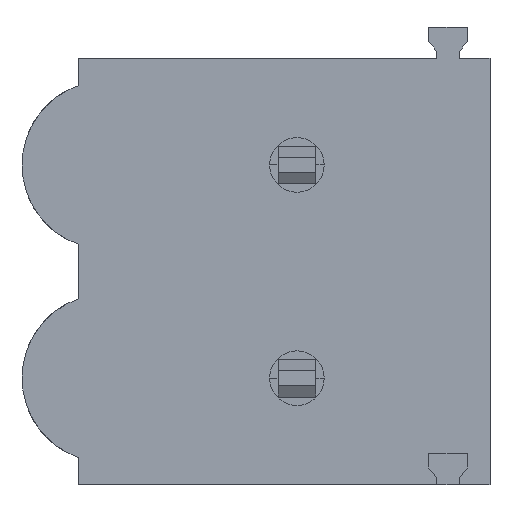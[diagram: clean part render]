
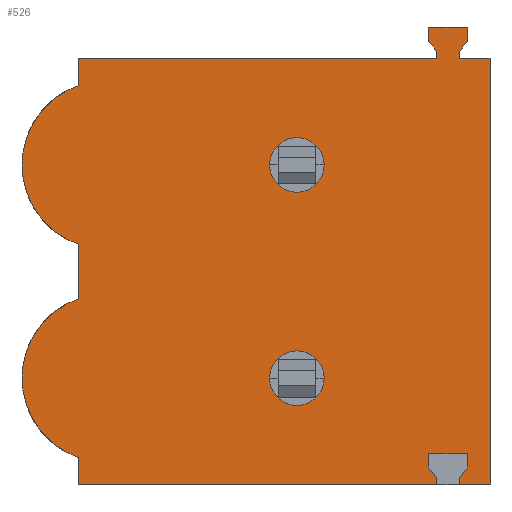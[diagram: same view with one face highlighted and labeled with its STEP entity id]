
A CAD part, front view. The second image highlights one B-rep face of the part: STEP entity #526.
In plain terms, the highlighted planar face has unit normal (0, -1, 0).
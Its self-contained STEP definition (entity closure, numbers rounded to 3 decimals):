
#526=ADVANCED_FACE('',(#1062,#1063,#1064),#1065,.F.);
#1062=FACE_OUTER_BOUND('',#1600,.T.);
#1063=FACE_BOUND('',#1601,.T.);
#1064=FACE_BOUND('',#1602,.T.);
#1065=PLANE('',#1603);
#1600=EDGE_LOOP('',(#3115,#3116,#3117,#3118,#3119,#3120,#3121,#3122,#3123,#3124,#3125,#3126,#3127,#3128,#3129,#3130,#3131,#3132,#3133,#3134,#3135,#3136,#3137,#3138,#3139,#3140));
#1601=EDGE_LOOP('',(#3141,#3142));
#1602=EDGE_LOOP('',(#3143,#3144));
#1603=AXIS2_PLACEMENT_3D('',#3145,#3146,#3147);
#3115=ORIENTED_EDGE('',*,*,#3778,.F.);
#3116=ORIENTED_EDGE('',*,*,#3673,.F.);
#3117=ORIENTED_EDGE('',*,*,#3735,.T.);
#3118=ORIENTED_EDGE('',*,*,#3537,.F.);
#3119=ORIENTED_EDGE('',*,*,#3379,.F.);
#3120=ORIENTED_EDGE('',*,*,#3799,.F.);
#3121=ORIENTED_EDGE('',*,*,#3756,.F.);
#3122=ORIENTED_EDGE('',*,*,#3499,.F.);
#3123=ORIENTED_EDGE('',*,*,#3764,.F.);
#3124=ORIENTED_EDGE('',*,*,#3776,.F.);
#3125=ORIENTED_EDGE('',*,*,#3243,.F.);
#3126=ORIENTED_EDGE('',*,*,#3536,.F.);
#3127=ORIENTED_EDGE('',*,*,#3506,.F.);
#3128=ORIENTED_EDGE('',*,*,#3596,.T.);
#3129=ORIENTED_EDGE('',*,*,#3832,.F.);
#3130=ORIENTED_EDGE('',*,*,#3745,.F.);
#3131=ORIENTED_EDGE('',*,*,#3768,.F.);
#3132=ORIENTED_EDGE('',*,*,#3819,.T.);
#3133=ORIENTED_EDGE('',*,*,#3812,.F.);
#3134=ORIENTED_EDGE('',*,*,#3788,.F.);
#3135=ORIENTED_EDGE('',*,*,#3662,.F.);
#3136=ORIENTED_EDGE('',*,*,#3592,.T.);
#3137=ORIENTED_EDGE('',*,*,#3373,.T.);
#3138=ORIENTED_EDGE('',*,*,#3604,.F.);
#3139=ORIENTED_EDGE('',*,*,#3563,.F.);
#3140=ORIENTED_EDGE('',*,*,#3801,.F.);
#3141=ORIENTED_EDGE('',*,*,#3297,.F.);
#3142=ORIENTED_EDGE('',*,*,#3743,.F.);
#3143=ORIENTED_EDGE('',*,*,#3665,.F.);
#3144=ORIENTED_EDGE('',*,*,#3247,.F.);
#3145=CARTESIAN_POINT('',(-8.444,0.0,-7.394));
#3146=DIRECTION('',(-0.0,1.0,0.0));
#3147=DIRECTION('',(1.0,0.0,0.0));
#3243=EDGE_CURVE('',#3880,#3875,#3882,.T.);
#3247=EDGE_CURVE('',#3887,#3889,#3890,.T.);
#3297=EDGE_CURVE('',#3978,#3979,#3980,.T.);
#3373=EDGE_CURVE('',#4107,#4105,#4108,.T.);
#3379=EDGE_CURVE('',#4115,#4113,#4117,.T.);
#3499=EDGE_CURVE('',#4312,#4310,#4314,.T.);
#3506=EDGE_CURVE('',#4325,#4326,#4327,.T.);
#3536=EDGE_CURVE('',#4326,#3880,#4369,.T.);
#3537=EDGE_CURVE('',#4113,#4370,#4371,.T.);
#3563=EDGE_CURVE('',#4405,#4400,#4407,.T.);
#3592=EDGE_CURVE('',#4447,#4107,#4448,.T.);
#3596=EDGE_CURVE('',#4325,#4453,#4455,.T.);
#3604=EDGE_CURVE('',#4400,#4105,#4465,.T.);
#3662=EDGE_CURVE('',#4447,#4548,#4549,.T.);
#3665=EDGE_CURVE('',#3889,#3887,#4552,.T.);
#3673=EDGE_CURVE('',#4561,#4558,#4563,.T.);
#3735=EDGE_CURVE('',#4561,#4370,#4635,.T.);
#3743=EDGE_CURVE('',#3979,#3978,#4643,.T.);
#3745=EDGE_CURVE('',#4645,#4646,#4647,.T.);
#3756=EDGE_CURVE('',#4310,#4657,#4659,.T.);
#3764=EDGE_CURVE('',#4667,#4312,#4669,.T.);
#3768=EDGE_CURVE('',#4673,#4645,#4674,.T.);
#3776=EDGE_CURVE('',#3875,#4667,#4682,.T.);
#3778=EDGE_CURVE('',#4558,#4684,#4685,.T.);
#3788=EDGE_CURVE('',#4548,#4697,#4698,.T.);
#3799=EDGE_CURVE('',#4657,#4115,#4711,.T.);
#3801=EDGE_CURVE('',#4684,#4405,#4713,.T.);
#3812=EDGE_CURVE('',#4697,#4724,#4725,.T.);
#3819=EDGE_CURVE('',#4673,#4724,#4732,.T.);
#3832=EDGE_CURVE('',#4646,#4453,#4745,.T.);
#3875=VERTEX_POINT('',#4798);
#3880=VERTEX_POINT('',#4805);
#3882=LINE('',#4808,#4809);
#3887=VERTEX_POINT('',#4814);
#3889=VERTEX_POINT('',#4817);
#3890=CIRCLE('',#4818,0.65);
#3978=VERTEX_POINT('',#4935);
#3979=VERTEX_POINT('',#4936);
#3980=CIRCLE('',#4937,0.65);
#4105=VERTEX_POINT('',#5105);
#4107=VERTEX_POINT('',#5108);
#4108=LINE('',#5109,#5110);
#4113=VERTEX_POINT('',#5117);
#4115=VERTEX_POINT('',#5120);
#4117=LINE('',#5123,#5124);
#4310=VERTEX_POINT('',#5382);
#4312=VERTEX_POINT('',#5385);
#4314=LINE('',#5388,#5389);
#4325=VERTEX_POINT('',#5404);
#4326=VERTEX_POINT('',#5405);
#4327=LINE('',#5406,#5407);
#4369=LINE('',#5470,#5471);
#4370=VERTEX_POINT('',#5472);
#4371=LINE('',#5473,#5474);
#4400=VERTEX_POINT('',#5518);
#4405=VERTEX_POINT('',#5525);
#4407=CIRCLE('',#5528,2.0);
#4447=VERTEX_POINT('',#5585);
#4448=LINE('',#5586,#5587);
#4453=VERTEX_POINT('',#5594);
#4455=LINE('',#5597,#5598);
#4465=CIRCLE('',#5610,2.0);
#4548=VERTEX_POINT('',#5724);
#4549=LINE('',#5725,#5726);
#4552=CIRCLE('',#5730,0.65);
#4558=VERTEX_POINT('',#5738);
#4561=VERTEX_POINT('',#5743);
#4563=CIRCLE('',#5746,2.0);
#4635=LINE('',#5846,#5847);
#4643=CIRCLE('',#5857,0.65);
#4645=VERTEX_POINT('',#5859);
#4646=VERTEX_POINT('',#5860);
#4647=LINE('',#5861,#5862);
#4657=VERTEX_POINT('',#5876);
#4659=LINE('',#5879,#5880);
#4667=VERTEX_POINT('',#5890);
#4669=LINE('',#5893,#5894);
#4673=VERTEX_POINT('',#5899);
#4674=LINE('',#5900,#5901);
#4682=LINE('',#5912,#5913);
#4684=VERTEX_POINT('',#5915);
#4685=CIRCLE('',#5916,2.0);
#4697=VERTEX_POINT('',#5930);
#4698=LINE('',#5931,#5932);
#4711=LINE('',#5949,#5950);
#4713=LINE('',#5952,#5953);
#4724=VERTEX_POINT('',#5968);
#4725=LINE('',#5969,#5970);
#4732=LINE('',#5979,#5980);
#4745=LINE('',#5994,#5995);
#4798=CARTESIAN_POINT('',(-0.195,0.0,-10.734));
#4805=CARTESIAN_POINT('',(-0.195,0.0,-10.901));
#4808=CARTESIAN_POINT('',(-0.195,0.0,-13.361));
#4809=VECTOR('',#6029,1.0);
#4814=CARTESIAN_POINT('',(-4.714,0.0,-3.281));
#4817=CARTESIAN_POINT('',(-3.414,0.0,-3.281));
#4818=AXIS2_PLACEMENT_3D('',#6034,#6035,#6036);
#4935=CARTESIAN_POINT('',(-3.414,0.0,-8.361));
#4936=CARTESIAN_POINT('',(-4.714,0.0,-8.361));
#4937=AXIS2_PLACEMENT_3D('',#6102,#6103,#6104);
#5105=CARTESIAN_POINT('',(-9.264,0.0,-1.39));
#5108=CARTESIAN_POINT('',(-9.264,0.0,-0.741));
#5109=CARTESIAN_POINT('',(-9.264,0.0,-13.361));
#5110=VECTOR('',#6194,1.0);
#5117=CARTESIAN_POINT('',(-0.733,0.0,-10.901));
#5120=CARTESIAN_POINT('',(-0.733,0.0,-10.734));
#5123=CARTESIAN_POINT('',(-0.733,0.0,-13.361));
#5124=VECTOR('',#6199,1.0);
#5382=CARTESIAN_POINT('',(-0.928,0.0,-10.16));
#5385=CARTESIAN_POINT('',(0.0,0.0,-10.16));
#5388=CARTESIAN_POINT('',(49.233,0.0,-10.16));
#5389=VECTOR('',#6363,1.0);
#5404=CARTESIAN_POINT('',(0.536,0.0,-0.741));
#5405=CARTESIAN_POINT('',(0.536,0.0,-10.901));
#5406=CARTESIAN_POINT('',(0.536,0.0,-13.361));
#5407=VECTOR('',#6368,1.0);
#5470=CARTESIAN_POINT('',(49.233,0.0,-10.901));
#5471=VECTOR('',#6396,1.0);
#5472=CARTESIAN_POINT('',(-9.264,0.0,-10.901));
#5473=CARTESIAN_POINT('',(49.233,0.0,-10.901));
#5474=VECTOR('',#6397,1.0);
#5518=CARTESIAN_POINT('',(-10.614,0.0,-3.281));
#5525=CARTESIAN_POINT('',(-9.264,0.0,-5.172));
#5528=AXIS2_PLACEMENT_3D('',#6425,#6426,#6427);
#5585=CARTESIAN_POINT('',(-0.733,0.0,-0.741));
#5586=CARTESIAN_POINT('',(49.233,0.0,-0.741));
#5587=VECTOR('',#6463,1.0);
#5594=CARTESIAN_POINT('',(-0.195,0.0,-0.741));
#5597=CARTESIAN_POINT('',(49.233,0.0,-0.741));
#5598=VECTOR('',#6467,1.0);
#5610=AXIS2_PLACEMENT_3D('',#6479,#6480,#6481);
#5724=CARTESIAN_POINT('',(-0.733,0.0,-0.574));
#5725=CARTESIAN_POINT('',(-0.733,0.0,-13.361));
#5726=VECTOR('',#6543,1.0);
#5730=AXIS2_PLACEMENT_3D('',#6545,#6546,#6547);
#5738=CARTESIAN_POINT('',(-10.614,0.0,-8.361));
#5743=CARTESIAN_POINT('',(-9.264,0.0,-10.252));
#5746=AXIS2_PLACEMENT_3D('',#6553,#6554,#6555);
#5846=CARTESIAN_POINT('',(-9.264,0.0,-13.361));
#5847=VECTOR('',#6614,1.0);
#5857=AXIS2_PLACEMENT_3D('',#6617,#6618,#6619);
#5859=CARTESIAN_POINT('',(0.0,0.0,-0.342));
#5860=CARTESIAN_POINT('',(-0.195,0.0,-0.574));
#5861=CARTESIAN_POINT('',(-10.948,0.0,-13.361));
#5862=VECTOR('',#6620,1.0);
#5876=CARTESIAN_POINT('',(-0.928,0.0,-10.502));
#5879=CARTESIAN_POINT('',(-0.928,0.0,-13.361));
#5880=VECTOR('',#6626,1.0);
#5890=CARTESIAN_POINT('',(0.0,0.0,-10.502));
#5893=CARTESIAN_POINT('',(0.0,0.0,-13.361));
#5894=VECTOR('',#6630,1.0);
#5899=CARTESIAN_POINT('',(0.0,0.0,0.0));
#5900=CARTESIAN_POINT('',(0.0,0.0,-13.361));
#5901=VECTOR('',#6632,1.0);
#5912=CARTESIAN_POINT('',(-2.404,0.0,-13.361));
#5913=VECTOR('',#6639,1.0);
#5915=CARTESIAN_POINT('',(-9.264,0.0,-6.47));
#5916=AXIS2_PLACEMENT_3D('',#6640,#6641,#6642);
#5930=CARTESIAN_POINT('',(-0.928,0.0,-0.342));
#5931=CARTESIAN_POINT('',(10.02,0.0,-13.361));
#5932=VECTOR('',#6654,1.0);
#5949=CARTESIAN_POINT('',(1.476,0.0,-13.361));
#5950=VECTOR('',#6662,1.0);
#5952=CARTESIAN_POINT('',(-9.264,0.0,-13.361));
#5953=VECTOR('',#6663,1.0);
#5968=CARTESIAN_POINT('',(-0.928,0.0,0.0));
#5969=CARTESIAN_POINT('',(-0.928,0.0,-13.361));
#5970=VECTOR('',#6671,1.0);
#5979=CARTESIAN_POINT('',(49.233,0.0,0.));
#5980=VECTOR('',#6674,1.0);
#5994=CARTESIAN_POINT('',(-0.195,0.0,-13.361));
#5995=VECTOR('',#6679,1.0);
#6029=DIRECTION('',(0.,0.0,1.0));
#6034=CARTESIAN_POINT('',(-4.064,0.0,-3.281));
#6035=DIRECTION('',(0.0,-1.0,0.0));
#6036=DIRECTION('',(1.0,0.0,0.0));
#6102=CARTESIAN_POINT('',(-4.064,0.0,-8.361));
#6103=DIRECTION('',(0.0,-1.0,0.0));
#6104=DIRECTION('',(1.0,0.0,0.0));
#6194=DIRECTION('',(0.,0.0,-1.0));
#6199=DIRECTION('',(0.,0.0,-1.0));
#6363=DIRECTION('',(-1.0,0.0,0.));
#6368=DIRECTION('',(0.,0.0,-1.0));
#6396=DIRECTION('',(-1.0,0.0,0.));
#6397=DIRECTION('',(-1.0,0.0,0.));
#6425=CARTESIAN_POINT('',(-8.614,0.0,-3.281));
#6426=DIRECTION('',(0.0,1.0,0.0));
#6427=DIRECTION('',(1.0,0.0,0.));
#6463=DIRECTION('',(-1.0,0.0,0.));
#6467=DIRECTION('',(-1.0,0.0,0.));
#6479=CARTESIAN_POINT('',(-8.614,0.0,-3.281));
#6480=DIRECTION('',(0.0,1.0,0.0));
#6481=DIRECTION('',(1.0,0.0,0.));
#6543=DIRECTION('',(0.,0.0,1.0));
#6545=CARTESIAN_POINT('',(-4.064,0.0,-3.281));
#6546=DIRECTION('',(0.0,-1.0,0.0));
#6547=DIRECTION('',(1.0,0.0,0.0));
#6553=CARTESIAN_POINT('',(-8.614,0.0,-8.361));
#6554=DIRECTION('',(0.0,1.0,0.0));
#6555=DIRECTION('',(1.0,0.0,0.));
#6614=DIRECTION('',(0.,0.0,-1.0));
#6617=CARTESIAN_POINT('',(-4.064,0.0,-8.361));
#6618=DIRECTION('',(0.0,-1.0,0.0));
#6619=DIRECTION('',(1.0,0.0,0.0));
#6620=DIRECTION('',(-0.644,0.0,-0.765));
#6626=DIRECTION('',(0.,0.0,-1.0));
#6630=DIRECTION('',(0.,0.0,1.0));
#6632=DIRECTION('',(0.,0.0,-1.0));
#6639=DIRECTION('',(0.644,0.0,0.765));
#6640=CARTESIAN_POINT('',(-8.614,0.0,-8.361));
#6641=DIRECTION('',(0.0,1.0,0.0));
#6642=DIRECTION('',(1.0,0.0,0.));
#6654=DIRECTION('',(-0.644,0.0,0.765));
#6662=DIRECTION('',(0.644,0.0,-0.765));
#6663=DIRECTION('',(0.,0.0,1.0));
#6671=DIRECTION('',(0.,0.0,1.0));
#6674=DIRECTION('',(-1.0,0.0,0.));
#6679=DIRECTION('',(0.,0.0,-1.0));
